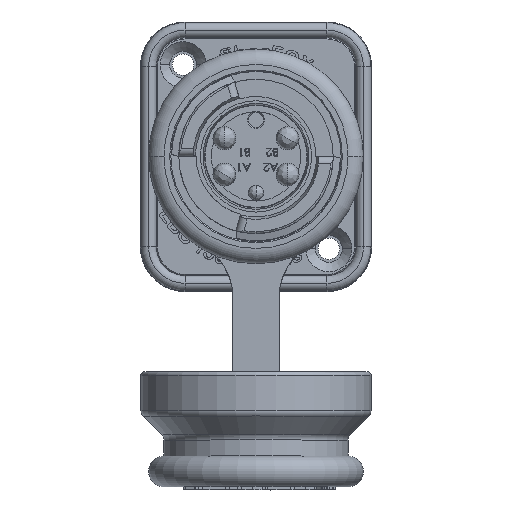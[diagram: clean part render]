
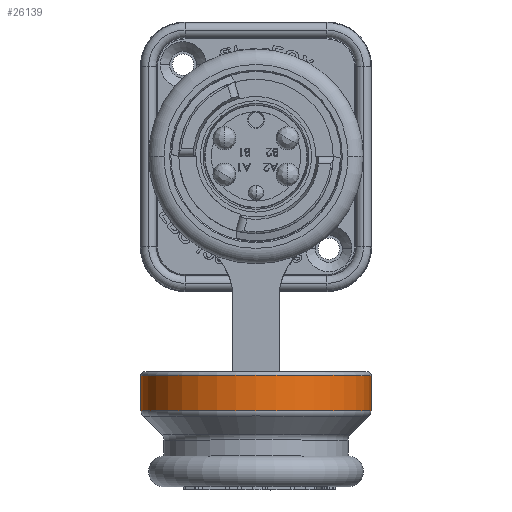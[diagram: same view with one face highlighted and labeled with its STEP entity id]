
A CAD part, top view. The second image highlights one B-rep face of the part: STEP entity #26139.
In plain terms, the highlighted cylindrical face has radius 15 mm (diameter 30 mm), a partial arc.
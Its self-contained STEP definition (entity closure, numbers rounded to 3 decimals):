
#1833 = ORIENTED_EDGE ( 'NONE', *, *, #52029, .F. ) ;
#11104 = CARTESIAN_POINT ( 'NONE',  ( -14.019, -40.408, 55.802 ) ) ;
#12824 = AXIS2_PLACEMENT_3D ( 'NONE', #37612, #18552, #67899 ) ;
#12833 = DIRECTION ( 'NONE',  ( 0., -1., 0. ) ) ;
#15158 = CARTESIAN_POINT ( 'NONE',  ( -14.019, -27.908, 55.802 ) ) ;
#17306 = LINE ( 'NONE', #11104, #73747 ) ;
#18021 = EDGE_CURVE ( 'NONE', #22953, #73044, #17306, .T. ) ;
#18552 = DIRECTION ( 'NONE',  ( 0., -1., 0. ) ) ;
#22953 = VERTEX_POINT ( 'NONE', #15158 ) ;
#26139 = ADVANCED_FACE ( 'NONE', ( #69161 ), #57084, .T. ) ;
#31502 = CARTESIAN_POINT ( 'NONE',  ( 15.981, -32.494, 55.802 ) ) ;
#33357 = EDGE_CURVE ( 'NONE', #44775, #22953, #57854, .T. ) ;
#36367 = DIRECTION ( 'NONE',  ( 0., -1., 0. ) ) ;
#37612 = CARTESIAN_POINT ( 'NONE',  ( 0.981, -32.494, 55.802 ) ) ;
#44775 = VERTEX_POINT ( 'NONE', #49403 ) ;
#49403 = CARTESIAN_POINT ( 'NONE',  ( 15.981, -27.908, 55.802 ) ) ;
#50467 = CARTESIAN_POINT ( 'NONE',  ( 0.981, -40.408, 55.802 ) ) ;
#52029 = EDGE_CURVE ( 'NONE', #71421, #73044, #61735, .T. ) ;
#53935 = VECTOR ( 'NONE', #80640, 1000. ) ;
#54872 = CARTESIAN_POINT ( 'NONE',  ( 15.981, -40.408, 55.802 ) ) ;
#57084 = CYLINDRICAL_SURFACE ( 'NONE', #70691, 15. ) ;
#57854 = CIRCLE ( 'NONE', #77623, 15. ) ;
#59100 = DIRECTION ( 'NONE',  ( 1., 0., 0. ) ) ;
#61735 = CIRCLE ( 'NONE', #12824, 15. ) ;
#62916 = DIRECTION ( 'NONE',  ( 1., 0., 0. ) ) ;
#63808 = CARTESIAN_POINT ( 'NONE',  ( -14.019, -32.494, 55.802 ) ) ;
#66559 = CARTESIAN_POINT ( 'NONE',  ( 0.981, -27.908, 55.802 ) ) ;
#67899 = DIRECTION ( 'NONE',  ( 1., 0., 0. ) ) ;
#69161 = FACE_OUTER_BOUND ( 'NONE', #73458, .T. ) ;
#70691 = AXIS2_PLACEMENT_3D ( 'NONE', #50467, #12833, #62916 ) ;
#71376 = ORIENTED_EDGE ( 'NONE', *, *, #18021, .T. ) ;
#71421 = VERTEX_POINT ( 'NONE', #31502 ) ;
#73044 = VERTEX_POINT ( 'NONE', #63808 ) ;
#73458 = EDGE_LOOP ( 'NONE', ( #74908, #71376, #1833, #80510 ) ) ;
#73747 = VECTOR ( 'NONE', #36367, 1000. ) ;
#74818 = LINE ( 'NONE', #54872, #53935 ) ;
#74908 = ORIENTED_EDGE ( 'NONE', *, *, #33357, .T. ) ;
#77623 = AXIS2_PLACEMENT_3D ( 'NONE', #66559, #79065, #59100 ) ;
#79065 = DIRECTION ( 'NONE',  ( 0., -1., 0. ) ) ;
#80392 = EDGE_CURVE ( 'NONE', #44775, #71421, #74818, .T. ) ;
#80510 = ORIENTED_EDGE ( 'NONE', *, *, #80392, .F. ) ;
#80640 = DIRECTION ( 'NONE',  ( 0., -1., 0. ) ) ;
